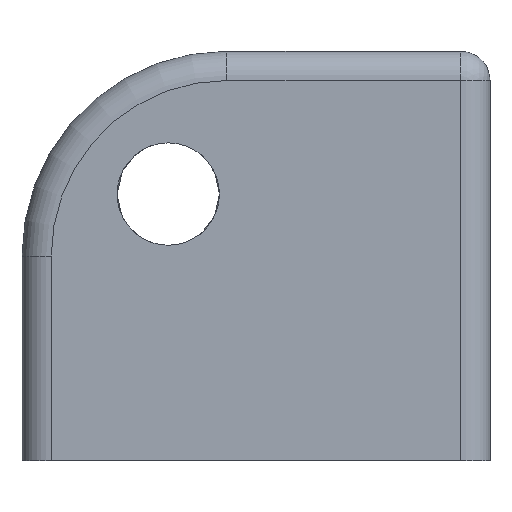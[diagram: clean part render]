
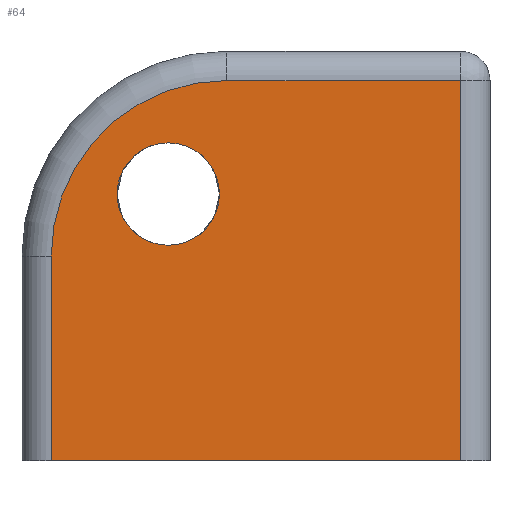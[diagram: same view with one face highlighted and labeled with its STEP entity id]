
A CAD part, left-side view. The second image highlights one B-rep face of the part: STEP entity #64.
In plain terms, the highlighted planar face has unit normal (-1, 0, 0).
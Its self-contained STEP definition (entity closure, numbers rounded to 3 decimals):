
#64=ADVANCED_FACE('',(#182,#184),#186,.T.);
#182=FACE_BOUND('',#183,.T.);
#183=EDGE_LOOP('',(#441,#442,#443,#444,#445));
#184=FACE_BOUND('',#185,.T.);
#185=EDGE_LOOP('',(#446));
#186=PLANE('',#187);
#187=AXIS2_PLACEMENT_3D('',#188,#189,#190);
#188=CARTESIAN_POINT('',(-12.5,8.,0.));
#189=DIRECTION('',(-1.,0.,0.));
#190=DIRECTION('',(0.,-1.,0.));
#441=ORIENTED_EDGE('',*,*,#597,.T.);
#442=ORIENTED_EDGE('',*,*,#596,.F.);
#443=ORIENTED_EDGE('',*,*,#601,.F.);
#444=ORIENTED_EDGE('',*,*,#602,.F.);
#445=ORIENTED_EDGE('',*,*,#570,.T.);
#446=ORIENTED_EDGE('',*,*,#603,.T.);
#570=EDGE_CURVE('',#670,#668,#671,.T.);
#596=EDGE_CURVE('',#715,#713,#717,.T.);
#597=EDGE_CURVE('',#668,#713,#718,.T.);
#601=EDGE_CURVE('',#722,#715,#723,.F.);
#602=EDGE_CURVE('',#670,#722,#724,.T.);
#603=EDGE_CURVE('',#725,#725,#726,.T.);
#668=VERTEX_POINT('',#837);
#670=VERTEX_POINT('',#842);
#671=LINE('',#843,#844);
#713=VERTEX_POINT('',#944);
#715=VERTEX_POINT('',#949);
#717=LINE('',#954,#955);
#718=LINE('',#957,#958);
#722=VERTEX_POINT('',#971);
#723=CIRCLE('',#972,6.);
#724=LINE('',#976,#977);
#725=VERTEX_POINT('',#979);
#726=CIRCLE('',#980,1.75);
#837=CARTESIAN_POINT('',(-12.5,-7.,0.));
#842=CARTESIAN_POINT('',(-12.5,7.,0.));
#843=CARTESIAN_POINT('',(-12.5,7.,0.));
#844=VECTOR('',#845,1.);
#845=DIRECTION('',(0.,-1.,0.));
#944=CARTESIAN_POINT('',(-12.5,-7.,13.));
#949=CARTESIAN_POINT('',(-12.5,1.,13.));
#954=CARTESIAN_POINT('',(-12.5,1.,13.));
#955=VECTOR('',#956,1.);
#956=DIRECTION('',(0.,-1.,0.));
#957=CARTESIAN_POINT('',(-12.5,-7.,0.));
#958=VECTOR('',#959,1.);
#959=DIRECTION('',(0.,0.,1.));
#971=CARTESIAN_POINT('',(-12.5,7.,7.));
#972=AXIS2_PLACEMENT_3D('',#973,#974,#975);
#973=CARTESIAN_POINT('',(-12.5,1.,7.));
#974=DIRECTION('',(-1.,0.,0.));
#975=DIRECTION('',(0.,0.,1.));
#976=CARTESIAN_POINT('',(-12.5,7.,0.));
#977=VECTOR('',#978,1.);
#978=DIRECTION('',(0.,0.,1.));
#979=CARTESIAN_POINT('',(-12.5,4.75,9.117));
#980=AXIS2_PLACEMENT_3D('',#981,#982,#983);
#981=CARTESIAN_POINT('',(-12.5,3.,9.117));
#982=DIRECTION('',(1.,0.,0.));
#983=DIRECTION('',(0.,1.,0.));
